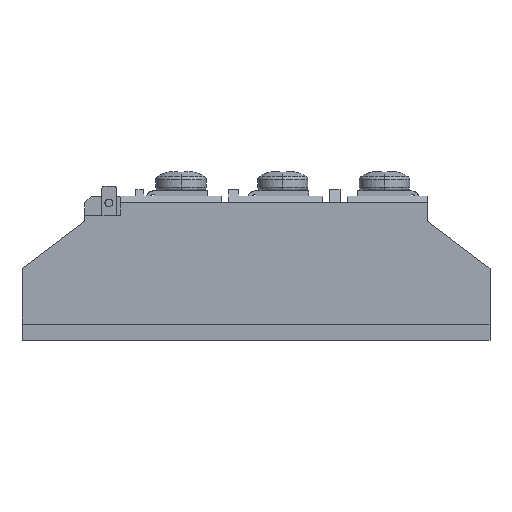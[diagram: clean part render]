
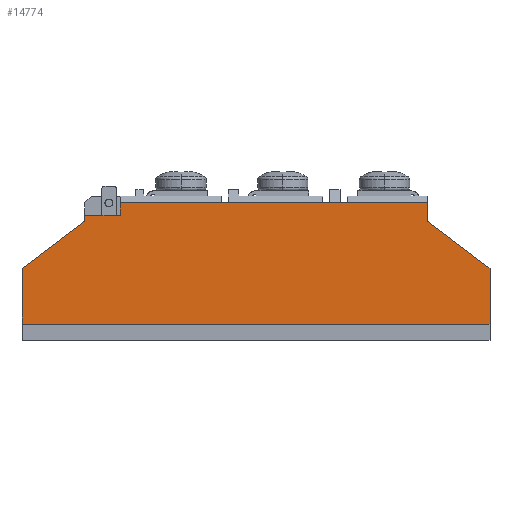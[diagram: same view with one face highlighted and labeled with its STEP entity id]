
A CAD part, top view. The second image highlights one B-rep face of the part: STEP entity #14774.
In plain terms, the highlighted planar face has unit normal (0, 0, -1).
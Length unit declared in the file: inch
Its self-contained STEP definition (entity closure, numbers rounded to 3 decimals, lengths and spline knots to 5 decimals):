
#384 = CARTESIAN_POINT ( 'NONE',  ( -1.34503, 0.86386, 0.26643 ) ) ;
#1278 = CARTESIAN_POINT ( 'NONE',  ( -1.34503, 0.81934, 0.26643 ) ) ;
#1471 = CARTESIAN_POINT ( 'NONE',  ( 1.30497, 0.81934, 0.26643 ) ) ;
#2588 = EDGE_LOOP ( 'NONE', ( #30685, #30689, #30687, #30691, #30693, #30696, #30698, #30700, #30702, #30704 ) ) ;
#5130 = CARTESIAN_POINT ( 'NONE',  ( 1.78997, 0.02386, 0.26643 ) ) ;
#5147 = CARTESIAN_POINT ( 'NONE',  ( -1.83003, 0.02386, 0.26643 ) ) ;
#5226 = CARTESIAN_POINT ( 'NONE',  ( 1.78997, 0.45386, 0.26643 ) ) ;
#5453 = CARTESIAN_POINT ( 'NONE',  ( -1.83003, 0.45386, 0.26643 ) ) ;
#5606 = CARTESIAN_POINT ( 'NONE',  ( 1.30497, 0.96386, 0.26643 ) ) ;
#5725 = CARTESIAN_POINT ( 'NONE',  ( -1.07003, 0.86386, 0.26643 ) ) ;
#5736 = CARTESIAN_POINT ( 'NONE',  ( -1.07003, 0.96386, 0.26643 ) ) ;
#6089 = DIRECTION ( 'NONE',  ( -1., 0., 0. ) ) ;
#6090 = CARTESIAN_POINT ( 'NONE',  ( -0.02003, 0.02386, 0.26643 ) ) ;
#8948 = EDGE_CURVE ( 'NONE', #33574, #33478, #15266, .T. ) ;
#8949 = EDGE_CURVE ( 'NONE', #15977, #33574, #22790, .T. ) ;
#8951 = EDGE_CURVE ( 'NONE', #34084, #33954, #15268, .T. ) ;
#8953 = EDGE_CURVE ( 'NONE', #33954, #15977, #15270, .T. ) ;
#8960 = EDGE_CURVE ( 'NONE', #33495, #33801, #15276, .T. ) ;
#8961 = EDGE_CURVE ( 'NONE', #33801, #15681, #22789, .T. ) ;
#8962 = EDGE_CURVE ( 'NONE', #15681, #34141, #15277, .T. ) ;
#8963 = EDGE_CURVE ( 'NONE', #34141, #34073, #15278, .T. ) ;
#8964 = EDGE_CURVE ( 'NONE', #34073, #34084, #15279, .T. ) ;
#10670 = EDGE_CURVE ( 'NONE', #33478, #33495, #31440, .T. ) ;
#14774 = ADVANCED_FACE ( 'NONE', ( #18817 ), #17837, .T. ) ;
#15266 = LINE ( 'NONE', #20456, #31905 ) ;
#15268 = LINE ( 'NONE', #20448, #31888 ) ;
#15270 = LINE ( 'NONE', #20444, #32100 ) ;
#15276 = LINE ( 'NONE', #20410, #32048 ) ;
#15277 = LINE ( 'NONE', #20404, #32172 ) ;
#15278 = LINE ( 'NONE', #20402, #31977 ) ;
#15279 = LINE ( 'NONE', #20400, #32134 ) ;
#15681 = VERTEX_POINT ( 'NONE', #1278 ) ;
#15977 = VERTEX_POINT ( 'NONE', #1471 ) ;
#17837 = PLANE ( 'NONE',  #21623 ) ;
#17838 = CARTESIAN_POINT ( 'NONE',  ( 1.78997, 0.02386, 0.26643 ) ) ;
#17839 = DIRECTION ( 'NONE',  ( 0., 0., -1. ) ) ;
#17840 = DIRECTION ( 'NONE',  ( -1., 0., 0. ) ) ;
#18817 = FACE_OUTER_BOUND ( 'NONE', #2588, .T. ) ;
#20399 = DIRECTION ( 'NONE',  ( 0., 1., 0. ) ) ;
#20400 = CARTESIAN_POINT ( 'NONE',  ( -1.07003, 0.49386, 0.26643 ) ) ;
#20401 = DIRECTION ( 'NONE',  ( 1., 0., 0. ) ) ;
#20402 = CARTESIAN_POINT ( 'NONE',  ( -0.02003, 0.86386, 0.26643 ) ) ;
#20403 = DIRECTION ( 'NONE',  ( 0., 1., 0. ) ) ;
#20404 = CARTESIAN_POINT ( 'NONE',  ( -1.34503, 0.49386, 0.26643 ) ) ;
#20405 = CARTESIAN_POINT ( 'NONE',  ( -1.34503, 0.81934, 0.26643 ) ) ;
#20406 = CARTESIAN_POINT ( 'NONE',  ( -1.50669, 0.69751, 0.26643 ) ) ;
#20407 = CARTESIAN_POINT ( 'NONE',  ( -1.66836, 0.57569, 0.26643 ) ) ;
#20408 = CARTESIAN_POINT ( 'NONE',  ( -1.83003, 0.45386, 0.26643 ) ) ;
#20409 = DIRECTION ( 'NONE',  ( 0., 1., 0. ) ) ;
#20410 = CARTESIAN_POINT ( 'NONE',  ( -1.83003, 0.49386, 0.26643 ) ) ;
#20443 = DIRECTION ( 'NONE',  ( 0., -1., 0. ) ) ;
#20444 = CARTESIAN_POINT ( 'NONE',  ( 1.30497, 0.49386, 0.26643 ) ) ;
#20447 = DIRECTION ( 'NONE',  ( 1., 0., 0. ) ) ;
#20448 = CARTESIAN_POINT ( 'NONE',  ( -0.02003, 0.96386, 0.26643 ) ) ;
#20451 = CARTESIAN_POINT ( 'NONE',  ( 1.78997, 0.45386, 0.26643 ) ) ;
#20452 = CARTESIAN_POINT ( 'NONE',  ( 1.62831, 0.57569, 0.26643 ) ) ;
#20453 = CARTESIAN_POINT ( 'NONE',  ( 1.46664, 0.69751, 0.26643 ) ) ;
#20454 = CARTESIAN_POINT ( 'NONE',  ( 1.30497, 0.81934, 0.26643 ) ) ;
#20455 = DIRECTION ( 'NONE',  ( 0., -1., 0. ) ) ;
#20456 = CARTESIAN_POINT ( 'NONE',  ( 1.78997, 0.49386, 0.26643 ) ) ;
#21623 = AXIS2_PLACEMENT_3D ( 'NONE', #17838, #17839, #17840 ) ;
#22789 = B_SPLINE_CURVE_WITH_KNOTS ( 'NONE', 3,
 ( #20408, #20407, #20406, #20405 ),
 .UNSPECIFIED., .F., .F.,
 ( 4, 4 ),
 ( 0., 1. ),
 .UNSPECIFIED. ) ;
#22790 = B_SPLINE_CURVE_WITH_KNOTS ( 'NONE', 3,
 ( #20454, #20453, #20452, #20451 ),
 .UNSPECIFIED., .F., .F.,
 ( 4, 4 ),
 ( 0., 1. ),
 .UNSPECIFIED. ) ;
#30685 = ORIENTED_EDGE ( 'NONE', *, *, #8951, .T. ) ;
#30687 = ORIENTED_EDGE ( 'NONE', *, *, #8949, .T. ) ;
#30689 = ORIENTED_EDGE ( 'NONE', *, *, #8953, .T. ) ;
#30691 = ORIENTED_EDGE ( 'NONE', *, *, #8948, .T. ) ;
#30693 = ORIENTED_EDGE ( 'NONE', *, *, #10670, .T. ) ;
#30696 = ORIENTED_EDGE ( 'NONE', *, *, #8960, .T. ) ;
#30698 = ORIENTED_EDGE ( 'NONE', *, *, #8961, .T. ) ;
#30700 = ORIENTED_EDGE ( 'NONE', *, *, #8962, .T. ) ;
#30702 = ORIENTED_EDGE ( 'NONE', *, *, #8963, .T. ) ;
#30704 = ORIENTED_EDGE ( 'NONE', *, *, #8964, .T. ) ;
#31440 = LINE ( 'NONE', #6090, #31796 ) ;
#31796 = VECTOR ( 'NONE', #6089, 39.37008 ) ;
#31888 = VECTOR ( 'NONE', #20447, 39.37008 ) ;
#31905 = VECTOR ( 'NONE', #20455, 39.37008 ) ;
#31977 = VECTOR ( 'NONE', #20401, 39.37008 ) ;
#32048 = VECTOR ( 'NONE', #20409, 39.37008 ) ;
#32100 = VECTOR ( 'NONE', #20443, 39.37008 ) ;
#32134 = VECTOR ( 'NONE', #20399, 39.37008 ) ;
#32172 = VECTOR ( 'NONE', #20403, 39.37008 ) ;
#33478 = VERTEX_POINT ( 'NONE', #5130 ) ;
#33495 = VERTEX_POINT ( 'NONE', #5147 ) ;
#33574 = VERTEX_POINT ( 'NONE', #5226 ) ;
#33801 = VERTEX_POINT ( 'NONE', #5453 ) ;
#33954 = VERTEX_POINT ( 'NONE', #5606 ) ;
#34073 = VERTEX_POINT ( 'NONE', #5725 ) ;
#34084 = VERTEX_POINT ( 'NONE', #5736 ) ;
#34141 = VERTEX_POINT ( 'NONE', #384 ) ;
